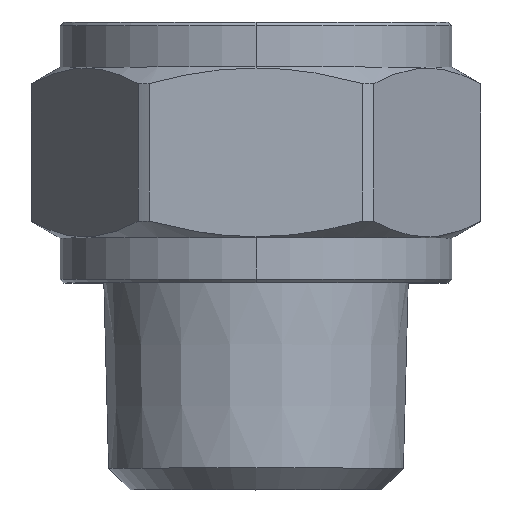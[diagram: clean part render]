
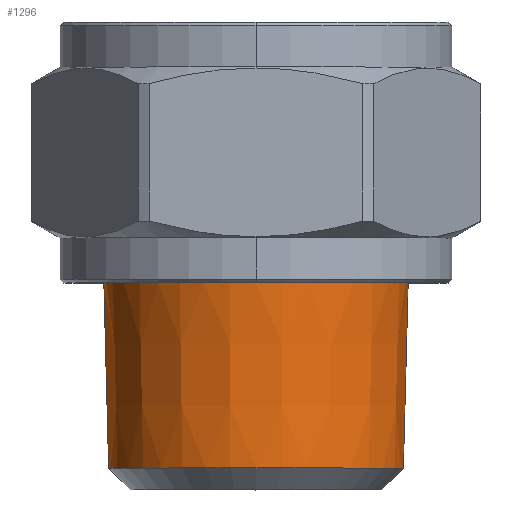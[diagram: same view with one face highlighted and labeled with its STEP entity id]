
A CAD part, top view. The second image highlights one B-rep face of the part: STEP entity #1296.
In plain terms, the highlighted conical face has half-angle 1.47 degrees and reference radius 8.462 mm.
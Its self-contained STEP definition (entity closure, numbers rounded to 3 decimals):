
#900 = DIRECTION ( 'NONE',  ( -0.026, 1., 0. ) ) ;
#901 = VECTOR ( 'NONE', #900, 1000. ) ;
#902 = CARTESIAN_POINT ( 'NONE',  ( -8.462, 11.5, 0. ) ) ;
#903 = LINE ( 'NONE', #902, #901 ) ;
#931 = AXIS2_PLACEMENT_3D ( 'NONE', #979, #978, #977 ) ;
#932 = CIRCLE ( 'NONE', #931, 8.462 ) ;
#933 = CARTESIAN_POINT ( 'NONE',  ( 8.198, 1.2, 0. ) ) ;
#934 = DIRECTION ( 'NONE',  ( 0.026, 1., 0. ) ) ;
#935 = VECTOR ( 'NONE', #934, 1000. ) ;
#936 = CARTESIAN_POINT ( 'NONE',  ( 8.462, 11.5, 0. ) ) ;
#937 = LINE ( 'NONE', #936, #935 ) ;
#938 = DIRECTION ( 'NONE',  ( -1., 0., 0. ) ) ;
#939 = DIRECTION ( 'NONE',  ( 0., 1., 0. ) ) ;
#940 = AXIS2_PLACEMENT_3D ( 'NONE', #941, #939, #938 ) ;
#941 = CARTESIAN_POINT ( 'NONE',  ( 0., 11.5, 0. ) ) ;
#942 = CONICAL_SURFACE ( 'NONE', #940, 8.462, 0.026 ) ;
#946 = FACE_OUTER_BOUND ( 'NONE', #1302, .T. ) ;
#969 = CARTESIAN_POINT ( 'NONE',  ( 8.462, 11.5, 0. ) ) ;
#970 = CARTESIAN_POINT ( 'NONE',  ( -8.462, 11.5, 0. ) ) ;
#971 = CARTESIAN_POINT ( 'NONE',  ( -8.198, 1.2, 0. ) ) ;
#972 = DIRECTION ( 'NONE',  ( 1., 0., 0. ) ) ;
#973 = DIRECTION ( 'NONE',  ( 0., -1., 0. ) ) ;
#974 = CARTESIAN_POINT ( 'NONE',  ( 0., 1.2, 0. ) ) ;
#975 = AXIS2_PLACEMENT_3D ( 'NONE', #974, #973, #972 ) ;
#976 = CIRCLE ( 'NONE', #975, 8.198 ) ;
#977 = DIRECTION ( 'NONE',  ( 1., 0., 0. ) ) ;
#978 = DIRECTION ( 'NONE',  ( 0., -1., 0. ) ) ;
#979 = CARTESIAN_POINT ( 'NONE',  ( 0., 11.5, 0. ) ) ;
#1287 = EDGE_CURVE ( 'NONE', #1303, #1304, #903, .T. ) ;
#1295 = ORIENTED_EDGE ( 'NONE', *, *, #1299, .T. ) ;
#1296 = ADVANCED_FACE ( 'NONE', ( #946 ), #942, .T. ) ;
#1297 = EDGE_CURVE ( 'NONE', #1298, #1307, #937, .T. ) ;
#1298 = VERTEX_POINT ( 'NONE', #933 ) ;
#1299 = EDGE_CURVE ( 'NONE', #1307, #1304, #932, .T. ) ;
#1300 = ORIENTED_EDGE ( 'NONE', *, *, #1287, .F. ) ;
#1301 = EDGE_CURVE ( 'NONE', #1298, #1303, #976, .T. ) ;
#1302 = EDGE_LOOP ( 'NONE', ( #1306, #1305, #1295, #1300 ) ) ;
#1303 = VERTEX_POINT ( 'NONE', #971 ) ;
#1304 = VERTEX_POINT ( 'NONE', #970 ) ;
#1305 = ORIENTED_EDGE ( 'NONE', *, *, #1297, .T. ) ;
#1306 = ORIENTED_EDGE ( 'NONE', *, *, #1301, .F. ) ;
#1307 = VERTEX_POINT ( 'NONE', #969 ) ;
